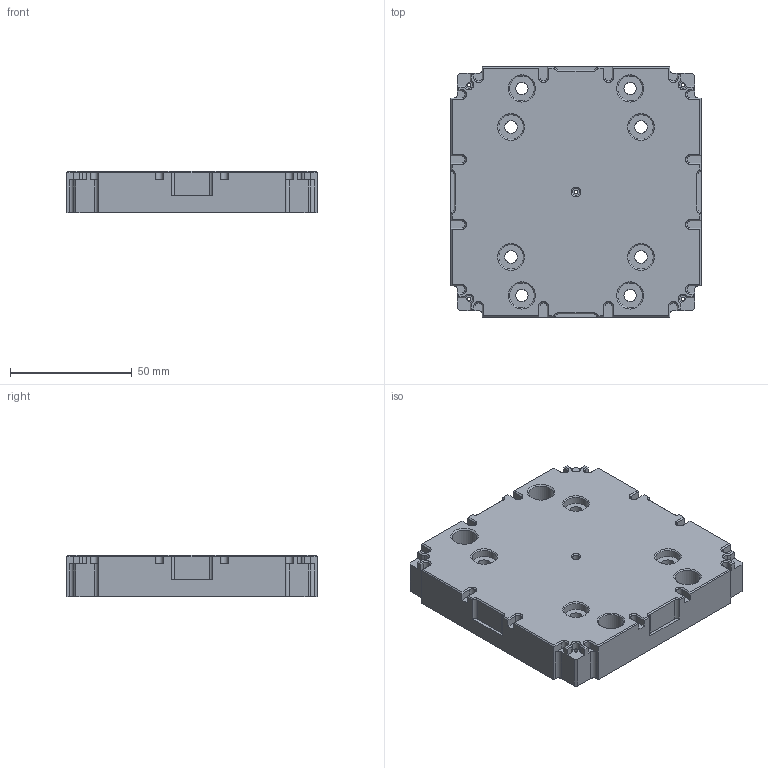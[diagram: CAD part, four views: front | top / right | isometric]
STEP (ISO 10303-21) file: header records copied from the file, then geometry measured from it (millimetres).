
FILE_DESCRIPTION(('FreeCAD Model'),'2;1');
FILE_NAME('routing_template_alu_cnc_2020-11-05.step','2020-11-04T11:52:57',('Author'),(''), 'Open CASCADE STEP processor 7.3','FreeCAD','Unknown');
FILE_SCHEMA(('AUTOMOTIVE_DESIGN { 1 0 10303 214 1 1 1 1 }'));
Length unit declared in the file: millimetre
Products named in the file (1): Base
Bounding box: 102.8 x 102.8 x 17 mm (x, y, z)
Volume: 167323.5 mm3; surface area: 30815.2 mm2
Topology: 1 solids, 1 shells, 277 faces, 688 edges, 422 vertices
Faces by surface type: plane 163, cylinder 66, cone 48
Full cylindrical faces by diameter (mm): 1.6 x5, 3 x1, 5.1 x8, 10 x4, 10.2 x4
Entity records: 17265 total; most frequent: CARTESIAN_POINT 3039, DIRECTION 2770, LINE 1715, VECTOR 1715, ORIENTED_EDGE 1376, PCURVE 1376, DEFINITIONAL_REPRESENTATION 1376, EDGE_CURVE 688
